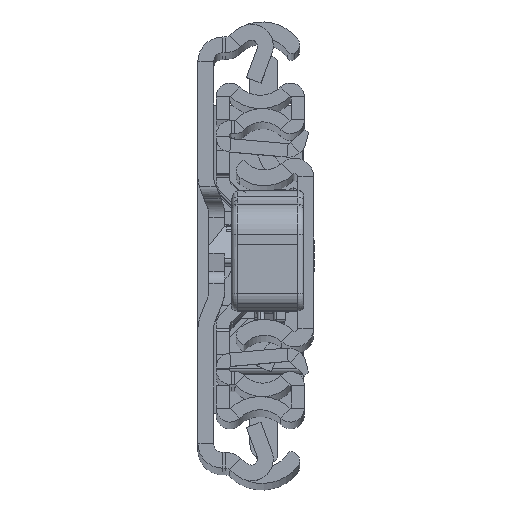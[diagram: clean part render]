
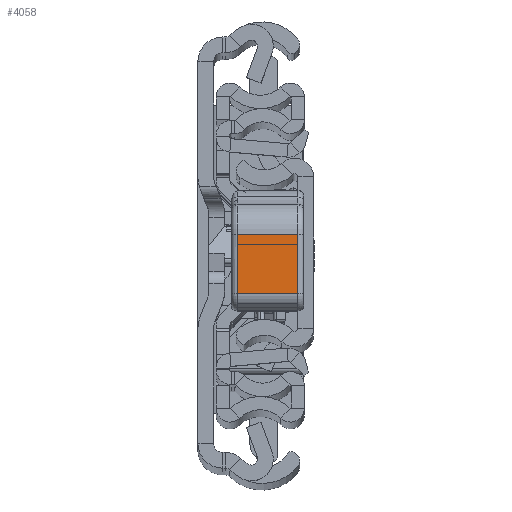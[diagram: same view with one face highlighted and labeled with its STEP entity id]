
A CAD part, top view. The second image highlights one B-rep face of the part: STEP entity #4058.
In plain terms, the highlighted face is planar.
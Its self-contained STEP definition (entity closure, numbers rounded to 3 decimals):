
#284 = DIRECTION ( 'NONE',  ( -0.027, -1., 0. ) ) ;
#477 = VERTEX_POINT ( 'NONE', #5652 ) ;
#609 = LINE ( 'NONE', #27632, #3679 ) ;
#812 = CARTESIAN_POINT ( 'NONE',  ( 39.818, -2.465, 10. ) ) ;
#1119 = VERTEX_POINT ( 'NONE', #29002 ) ;
#1425 = PLANE ( 'NONE',  #23945 ) ;
#2658 = CARTESIAN_POINT ( 'NONE',  ( 39.55, -12.274, 11. ) ) ;
#2679 = EDGE_LOOP ( 'NONE', ( #10896, #31450, #5603, #16381 ) ) ;
#3679 = VECTOR ( 'NONE', #24984, 1000. ) ;
#4058 = ADVANCED_FACE ( 'NONE', ( #15038 ), #1425, .F. ) ;
#4489 = DIRECTION ( 'NONE',  ( 0.027, 1., 0. ) ) ;
#4769 = DIRECTION ( 'NONE',  ( -0.027, -1., 0. ) ) ;
#5603 = ORIENTED_EDGE ( 'NONE', *, *, #15592, .T. ) ;
#5652 = CARTESIAN_POINT ( 'NONE',  ( 39.55, -12.274, 10. ) ) ;
#7012 = VECTOR ( 'NONE', #284, 1000. ) ;
#7096 = DIRECTION ( 'NONE',  ( -1., 0.027, 0. ) ) ;
#10352 = EDGE_CURVE ( 'NONE', #477, #1119, #24029, .T. ) ;
#10872 = CARTESIAN_POINT ( 'NONE',  ( 39.55, -12.274, 10. ) ) ;
#10896 = ORIENTED_EDGE ( 'NONE', *, *, #10352, .T. ) ;
#15038 = FACE_OUTER_BOUND ( 'NONE', #2679, .T. ) ;
#15383 = CARTESIAN_POINT ( 'NONE',  ( 39.55, -12.274, 11. ) ) ;
#15592 = EDGE_CURVE ( 'NONE', #26918, #30172, #609, .T. ) ;
#16381 = ORIENTED_EDGE ( 'NONE', *, *, #23127, .T. ) ;
#16973 = VECTOR ( 'NONE', #4489, 1000. ) ;
#18091 = LINE ( 'NONE', #34296, #16973 ) ;
#23127 = EDGE_CURVE ( 'NONE', #30172, #477, #26940, .T. ) ;
#23945 = AXIS2_PLACEMENT_3D ( 'NONE', #15383, #7096, #4769 ) ;
#24029 = LINE ( 'NONE', #2658, #29854 ) ;
#24984 = DIRECTION ( 'NONE',  ( 0., 0., 1. ) ) ;
#26918 = VERTEX_POINT ( 'NONE', #28879 ) ;
#26940 = LINE ( 'NONE', #10872, #7012 ) ;
#27632 = CARTESIAN_POINT ( 'NONE',  ( 39.818, -2.465, 11. ) ) ;
#28879 = CARTESIAN_POINT ( 'NONE',  ( 39.818, -2.465, 0. ) ) ;
#29002 = CARTESIAN_POINT ( 'NONE',  ( 39.55, -12.274, 0. ) ) ;
#29311 = DIRECTION ( 'NONE',  ( 0., 0., -1. ) ) ;
#29854 = VECTOR ( 'NONE', #29311, 1000. ) ;
#30172 = VERTEX_POINT ( 'NONE', #812 ) ;
#31450 = ORIENTED_EDGE ( 'NONE', *, *, #34787, .T. ) ;
#34296 = CARTESIAN_POINT ( 'NONE',  ( 39.55, -12.274, 0. ) ) ;
#34787 = EDGE_CURVE ( 'NONE', #1119, #26918, #18091, .T. ) ;
